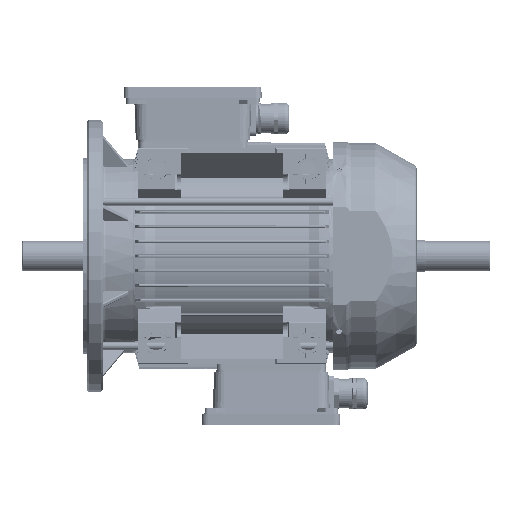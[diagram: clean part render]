
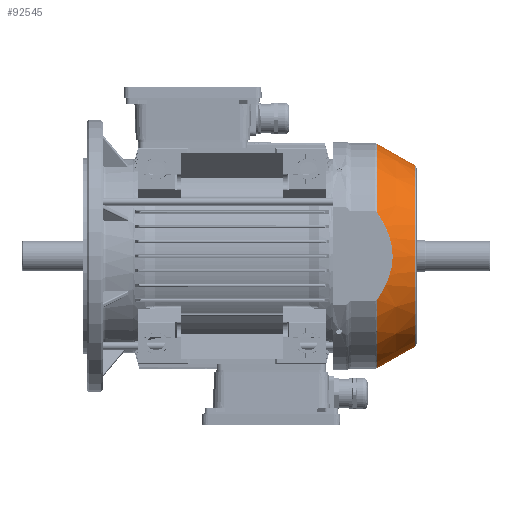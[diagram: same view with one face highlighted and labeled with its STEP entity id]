
A CAD part, front view. The second image highlights one B-rep face of the part: STEP entity #92545.
In plain terms, the highlighted conical face has half-angle 29.578 degrees and reference radius 82.5 mm.
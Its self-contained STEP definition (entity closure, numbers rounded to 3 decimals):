
#5826 = DIRECTION ( 'NONE',  ( -0.87, 0., 0.494 ) ) ;
#9503 = B_SPLINE_CURVE_WITH_KNOTS ( 'NONE', 3,
 ( #13146, #17207, #157282, #125409, #156250, #124427, #60559, #187104, #63594, #59554, #80056, #16223, #126416, #123405, #203554, #78042, #46120, #188093, #171648, #142795, #122378, #108928, #93521, #185069, #107935, #79054, #138756, #154240, #44098, #155234, #106921, #29637 ),
 .UNSPECIFIED., .F., .F.,
 ( 4, 2, 2, 2, 2, 2, 2, 2, 2, 2, 2, 2, 2, 2, 2, 4 ),
 ( 0., 0.011, 0.022, 0.024, 0.027, 0.033, 0.038, 0.041, 0.043, 0.054, 0.06, 0.062, 0.065, 0.07, 0.076, 0.087 ),
 .UNSPECIFIED. ) ;
#11636 = ORIENTED_EDGE ( 'NONE', *, *, #163873, .T. ) ;
#11902 = VERTEX_POINT ( 'NONE', #18969 ) ;
#12373 = AXIS2_PLACEMENT_3D ( 'NONE', #198505, #197483, #120378 ) ;
#12893 = VECTOR ( 'NONE', #135771, 1000. ) ;
#13146 = CARTESIAN_POINT ( 'NONE',  ( 40.689, -94.9, 40.317 ) ) ;
#15954 = VERTEX_POINT ( 'NONE', #154671 ) ;
#16223 = CARTESIAN_POINT ( 'NONE',  ( 54.361, -94.933, 9.069 ) ) ;
#17207 = CARTESIAN_POINT ( 'NONE',  ( 42.746, -94.905, 37.32 ) ) ;
#18969 = CARTESIAN_POINT ( 'NONE',  ( 75.481, 0., -83.362 ) ) ;
#22600 = FACE_OUTER_BOUND ( 'NONE', #33116, .T. ) ;
#29637 = CARTESIAN_POINT ( 'NONE',  ( 40.689, -94.9, -40.317 ) ) ;
#33116 = EDGE_LOOP ( 'NONE', ( #189106, #114973, #124567, #11636, #58972, #92847 ) ) ;
#34990 = CARTESIAN_POINT ( 'NONE',  ( 77., 0., 0. ) ) ;
#40201 = DIRECTION ( 'NONE',  ( 0., 0., -1. ) ) ;
#40375 = VERTEX_POINT ( 'NONE', #58266 ) ;
#44098 = CARTESIAN_POINT ( 'NONE',  ( 47.275, -94.915, -29.461 ) ) ;
#46120 = CARTESIAN_POINT ( 'NONE',  ( 55.09, -94.935, 0.946 ) ) ;
#53486 = CARTESIAN_POINT ( 'NONE',  ( 77., 0., -82.5 ) ) ;
#58266 = CARTESIAN_POINT ( 'NONE',  ( 40.689, 0., -103.109 ) ) ;
#58972 = ORIENTED_EDGE ( 'NONE', *, *, #123609, .T. ) ;
#59554 = CARTESIAN_POINT ( 'NONE',  ( 53.226, -94.93, 14.352 ) ) ;
#60559 = CARTESIAN_POINT ( 'NONE',  ( 51.607, -94.926, 19.537 ) ) ;
#63594 = CARTESIAN_POINT ( 'NONE',  ( 52.463, -94.928, 16.954 ) ) ;
#76419 = EDGE_CURVE ( 'NONE', #11902, #118890, #131016, .T. ) ;
#78042 = CARTESIAN_POINT ( 'NONE',  ( 55.067, -94.935, 1.861 ) ) ;
#78438 = AXIS2_PLACEMENT_3D ( 'NONE', #150384, #151399, #40201 ) ;
#79054 = CARTESIAN_POINT ( 'NONE',  ( 50.351, -94.923, -22.871 ) ) ;
#80056 = CARTESIAN_POINT ( 'NONE',  ( 53.659, -94.931, 12.602 ) ) ;
#80848 = EDGE_CURVE ( 'NONE', #15954, #40375, #180376, .T. ) ;
#85092 = CARTESIAN_POINT ( 'NONE',  ( 40.689, 0., 0. ) ) ;
#92545 = ADVANCED_FACE ( 'NONE', ( #22600 ), #177266, .T. ) ;
#92847 = ORIENTED_EDGE ( 'NONE', *, *, #80848, .T. ) ;
#93521 = CARTESIAN_POINT ( 'NONE',  ( 52.217, -94.927, -17.733 ) ) ;
#97850 = DIRECTION ( 'NONE',  ( -1., 0., 0. ) ) ;
#98859 = DIRECTION ( 'NONE',  ( 0., 0., 1. ) ) ;
#101496 = EDGE_CURVE ( 'NONE', #118890, #202527, #146914, .T. ) ;
#103576 = DIRECTION ( 'NONE',  ( 1., 0., 0. ) ) ;
#104216 = VECTOR ( 'NONE', #5826, 1000. ) ;
#106921 = CARTESIAN_POINT ( 'NONE',  ( 42.749, -94.905, -37.315 ) ) ;
#107935 = CARTESIAN_POINT ( 'NONE',  ( 51.326, -94.925, -20.318 ) ) ;
#108928 = CARTESIAN_POINT ( 'NONE',  ( 52.491, -94.928, -16.863 ) ) ;
#114973 = ORIENTED_EDGE ( 'NONE', *, *, #76419, .T. ) ;
#118085 = EDGE_CURVE ( 'NONE', #11902, #40375, #131712, .T. ) ;
#118890 = VERTEX_POINT ( 'NONE', #161104 ) ;
#120378 = DIRECTION ( 'NONE',  ( 0., 0., -1. ) ) ;
#122378 = CARTESIAN_POINT ( 'NONE',  ( 53.254, -94.93, -14.243 ) ) ;
#123405 = CARTESIAN_POINT ( 'NONE',  ( 54.904, -94.934, 4.585 ) ) ;
#123609 = EDGE_CURVE ( 'NONE', #140283, #15954, #9503, .T. ) ;
#124427 = CARTESIAN_POINT ( 'NONE',  ( 51.297, -94.925, 20.395 ) ) ;
#124567 = ORIENTED_EDGE ( 'NONE', *, *, #101496, .T. ) ;
#125409 = CARTESIAN_POINT ( 'NONE',  ( 48.123, -94.917, 27.91 ) ) ;
#126416 = CARTESIAN_POINT ( 'NONE',  ( 54.631, -94.934, 7.286 ) ) ;
#131016 = CIRCLE ( 'NONE', #78438, 83.362 ) ;
#131712 = LINE ( 'NONE', #53486, #12893 ) ;
#133529 = CARTESIAN_POINT ( 'NONE',  ( 77., 0., 82.5 ) ) ;
#135771 = DIRECTION ( 'NONE',  ( -0.87, 0., -0.494 ) ) ;
#138756 = CARTESIAN_POINT ( 'NONE',  ( 49.635, -94.921, -24.55 ) ) ;
#140283 = VERTEX_POINT ( 'NONE', #153799 ) ;
#142795 = CARTESIAN_POINT ( 'NONE',  ( 53.685, -94.931, -12.486 ) ) ;
#143896 = CIRCLE ( 'NONE', #12373, 103.109 ) ;
#146914 = LINE ( 'NONE', #133529, #104216 ) ;
#150384 = CARTESIAN_POINT ( 'NONE',  ( 75.481, 0., 0. ) ) ;
#151399 = DIRECTION ( 'NONE',  ( -1., 0., 0. ) ) ;
#153799 = CARTESIAN_POINT ( 'NONE',  ( 40.689, -94.9, 40.317 ) ) ;
#154240 = CARTESIAN_POINT ( 'NONE',  ( 48.097, -94.917, -27.844 ) ) ;
#154671 = CARTESIAN_POINT ( 'NONE',  ( 40.689, -94.9, -40.317 ) ) ;
#155234 = CARTESIAN_POINT ( 'NONE',  ( 44.67, -94.909, -34.235 ) ) ;
#156250 = CARTESIAN_POINT ( 'NONE',  ( 49.67, -94.921, 24.643 ) ) ;
#157282 = CARTESIAN_POINT ( 'NONE',  ( 44.661, -94.909, 34.249 ) ) ;
#161104 = CARTESIAN_POINT ( 'NONE',  ( 75.481, 0., 83.362 ) ) ;
#163873 = EDGE_CURVE ( 'NONE', #202527, #140283, #143896, .T. ) ;
#166236 = CARTESIAN_POINT ( 'NONE',  ( 40.689, 0., 103.109 ) ) ;
#171648 = CARTESIAN_POINT ( 'NONE',  ( 54.729, -94.934, -7.18 ) ) ;
#173880 = AXIS2_PLACEMENT_3D ( 'NONE', #34990, #97850, #98859 ) ;
#177266 = CONICAL_SURFACE ( 'NONE', #173880, 82.5, 0.516 ) ;
#180376 = CIRCLE ( 'NONE', #196853, 103.109 ) ;
#181739 = DIRECTION ( 'NONE',  ( 0., 0., -1. ) ) ;
#185069 = CARTESIAN_POINT ( 'NONE',  ( 51.635, -94.926, -19.461 ) ) ;
#187104 = CARTESIAN_POINT ( 'NONE',  ( 52.19, -94.927, 17.818 ) ) ;
#188093 = CARTESIAN_POINT ( 'NONE',  ( 55.094, -94.935, -3.597 ) ) ;
#189106 = ORIENTED_EDGE ( 'NONE', *, *, #118085, .F. ) ;
#196853 = AXIS2_PLACEMENT_3D ( 'NONE', #85092, #103576, #181739 ) ;
#197483 = DIRECTION ( 'NONE',  ( 1., 0., 0. ) ) ;
#198505 = CARTESIAN_POINT ( 'NONE',  ( 40.689, 0., 0. ) ) ;
#202527 = VERTEX_POINT ( 'NONE', #166236 ) ;
#203554 = CARTESIAN_POINT ( 'NONE',  ( 54.974, -94.935, 3.68 ) ) ;
